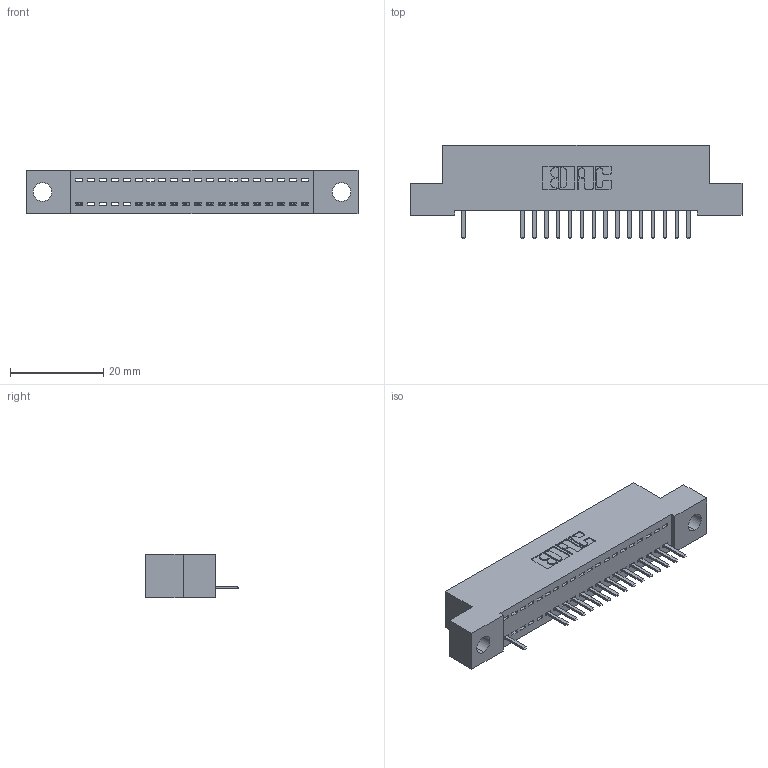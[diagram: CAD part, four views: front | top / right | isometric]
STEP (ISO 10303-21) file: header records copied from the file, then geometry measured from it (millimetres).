
FILE_DESCRIPTION (( 'STEP AP203' ), '1' );
FILE_NAME ('392-020-520-104.STEP', '2018-08-15T05:51:15', ( '' ), ( '' ), 'SwSTEP 2.0', 'SolidWorks 2016', '' );
FILE_SCHEMA (( 'CONFIG_CONTROL_DESIGN' ));
Length unit declared in the file: inch
Products named in the file (3): 342 Part_.156 TH; 345-292-001_345-293-120; 392-020-520-104
Assembly tree (17 placements, depth 2):
  392-020-520-104
    342 Part_.156 TH
    345-292-001_345-293-120  x16
Bounding box: 71.12 x 20.02 x 9.4 mm (x, y, z)
Volume: 5976 mm3; surface area: 7799.2 mm2
Topology: 17 solids, 17 shells, 1150 faces, 3411 edges, 2230 vertices
Faces by surface type: plane 818, cylinder 332
Entity records: 14929 total; most frequent: CARTESIAN_POINT 2614, ORIENTED_EDGE 2562, DIRECTION 2233, EDGE_CURVE 1281, VECTOR 1149, LINE 1149, VERTEX_POINT 850, AXIS2_PLACEMENT_3D 542
